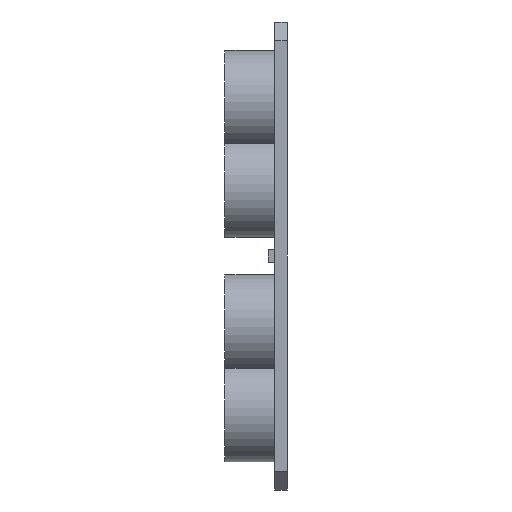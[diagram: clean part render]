
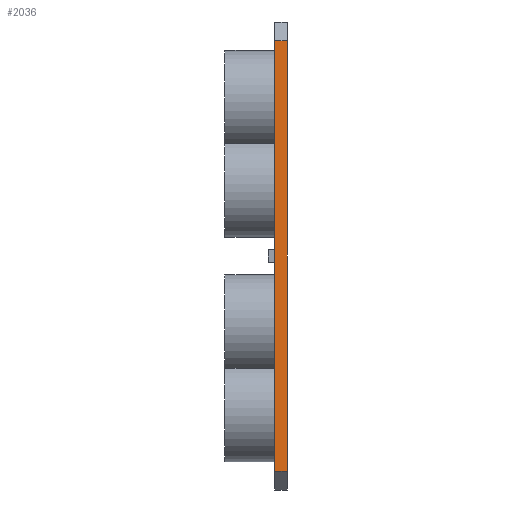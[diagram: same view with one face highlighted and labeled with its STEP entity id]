
A CAD part, left-side view. The second image highlights one B-rep face of the part: STEP entity #2036.
In plain terms, the highlighted planar face has unit normal (-1, 0, 0).
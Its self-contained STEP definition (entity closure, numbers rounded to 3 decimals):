
#43 = FACE_OUTER_BOUND ( 'NONE', #2169, .T. ) ;
#57 = VERTEX_POINT ( 'NONE', #392 ) ;
#136 = DIRECTION ( 'NONE',  ( 0., 0., 1. ) ) ;
#224 = ORIENTED_EDGE ( 'NONE', *, *, #983, .T. ) ;
#331 = CARTESIAN_POINT ( 'NONE',  ( -70., 0., -34.5 ) ) ;
#346 = CARTESIAN_POINT ( 'NONE',  ( -70., 2., -34.5 ) ) ;
#354 = VERTEX_POINT ( 'NONE', #331 ) ;
#392 = CARTESIAN_POINT ( 'NONE',  ( -70., 0., 34.5 ) ) ;
#404 = EDGE_CURVE ( 'NONE', #2007, #2058, #1466, .T. ) ;
#469 = PLANE ( 'NONE',  #2014 ) ;
#506 = DIRECTION ( 'NONE',  ( 0., -1., 0. ) ) ;
#507 = VECTOR ( 'NONE', #136, 1000. ) ;
#611 = CARTESIAN_POINT ( 'NONE',  ( -70., 2., -34.5 ) ) ;
#654 = CARTESIAN_POINT ( 'NONE',  ( -70., 2., 34.5 ) ) ;
#656 = LINE ( 'NONE', #346, #1324 ) ;
#722 = ORIENTED_EDGE ( 'NONE', *, *, #404, .F. ) ;
#780 = CARTESIAN_POINT ( 'NONE',  ( -70., 2., 34.5 ) ) ;
#807 = CARTESIAN_POINT ( 'NONE',  ( -70., 0., 34.5 ) ) ;
#843 = DIRECTION ( 'NONE',  ( 0., 0., 1. ) ) ;
#940 = LINE ( 'NONE', #807, #507 ) ;
#983 = EDGE_CURVE ( 'NONE', #2007, #354, #656, .T. ) ;
#991 = VECTOR ( 'NONE', #843, 1000. ) ;
#1002 = DIRECTION ( 'NONE',  ( 0., -1., 0. ) ) ;
#1012 = DIRECTION ( 'NONE',  ( 0., 0., -1. ) ) ;
#1324 = VECTOR ( 'NONE', #506, 1000. ) ;
#1336 = DIRECTION ( 'NONE',  ( 1., 0., 0. ) ) ;
#1394 = LINE ( 'NONE', #1495, #1637 ) ;
#1451 = EDGE_CURVE ( 'NONE', #354, #57, #940, .T. ) ;
#1466 = LINE ( 'NONE', #2046, #991 ) ;
#1485 = ORIENTED_EDGE ( 'NONE', *, *, #2086, .F. ) ;
#1495 = CARTESIAN_POINT ( 'NONE',  ( -70., 2., 34.5 ) ) ;
#1637 = VECTOR ( 'NONE', #1002, 1000. ) ;
#2007 = VERTEX_POINT ( 'NONE', #611 ) ;
#2014 = AXIS2_PLACEMENT_3D ( 'NONE', #654, #1336, #1012 ) ;
#2036 = ADVANCED_FACE ( 'NONE', ( #43 ), #469, .F. ) ;
#2046 = CARTESIAN_POINT ( 'NONE',  ( -70., 2., 34.5 ) ) ;
#2058 = VERTEX_POINT ( 'NONE', #780 ) ;
#2078 = ORIENTED_EDGE ( 'NONE', *, *, #1451, .T. ) ;
#2086 = EDGE_CURVE ( 'NONE', #2058, #57, #1394, .T. ) ;
#2169 = EDGE_LOOP ( 'NONE', ( #2078, #1485, #722, #224 ) ) ;
